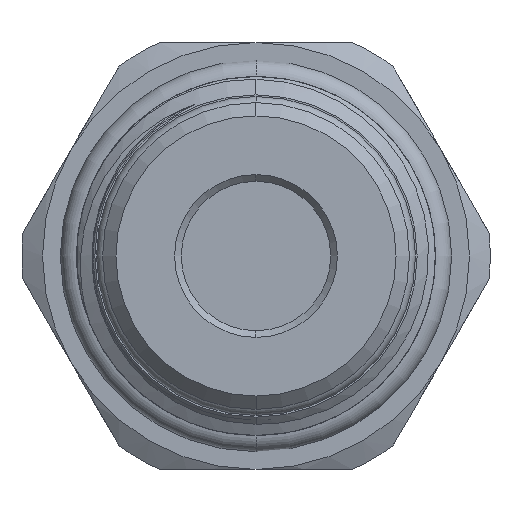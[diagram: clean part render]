
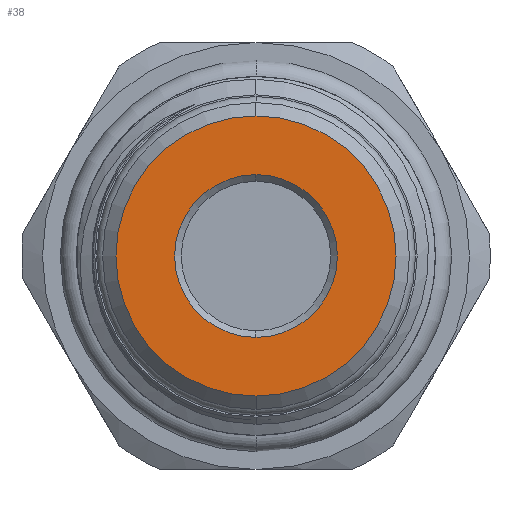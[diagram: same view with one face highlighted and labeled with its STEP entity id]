
A CAD part, left-side view. The second image highlights one B-rep face of the part: STEP entity #38.
In plain terms, the highlighted planar face has unit normal (-1, 0, 0).
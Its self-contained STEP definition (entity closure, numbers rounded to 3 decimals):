
#38 = ADVANCED_FACE ( 'NONE', ( #12025, #11847 ), #12116, .F. ) ;
#525 = EDGE_CURVE ( 'NONE', #6854, #1285, #9144, .T. ) ;
#880 = CARTESIAN_POINT ( 'NONE',  ( -46.35, 0., 0. ) ) ;
#1285 = VERTEX_POINT ( 'NONE', #4044 ) ;
#1317 = CIRCLE ( 'NONE', #11405, 6.1 ) ;
#1373 = AXIS2_PLACEMENT_3D ( 'NONE', #13361, #8137, #13548 ) ;
#1729 = EDGE_CURVE ( 'NONE', #1285, #6854, #1317, .T. ) ;
#2118 = ORIENTED_EDGE ( 'NONE', *, *, #525, .T. ) ;
#3000 = DIRECTION ( 'NONE',  ( 1., 0., 0. ) ) ;
#3093 = AXIS2_PLACEMENT_3D ( 'NONE', #9946, #13204, #4605 ) ;
#4044 = CARTESIAN_POINT ( 'NONE',  ( -46.35, 0., 6.1 ) ) ;
#4227 = ORIENTED_EDGE ( 'NONE', *, *, #11750, .T. ) ;
#4427 = DIRECTION ( 'NONE',  ( 0., 0., 1. ) ) ;
#4605 = DIRECTION ( 'NONE',  ( 0., 0., 1. ) ) ;
#5743 = EDGE_LOOP ( 'NONE', ( #4227, #8578 ) ) ;
#6306 = DIRECTION ( 'NONE',  ( 0., 0., 1. ) ) ;
#6479 = DIRECTION ( 'NONE',  ( -1., 0., 0. ) ) ;
#6645 = DIRECTION ( 'NONE',  ( 1., 0., 0. ) ) ;
#6854 = VERTEX_POINT ( 'NONE', #7892 ) ;
#7176 = VERTEX_POINT ( 'NONE', #13035 ) ;
#7326 = AXIS2_PLACEMENT_3D ( 'NONE', #11774, #6479, #6306 ) ;
#7803 = CARTESIAN_POINT ( 'NONE',  ( -46.35, 0., -10.5 ) ) ;
#7892 = CARTESIAN_POINT ( 'NONE',  ( -46.35, 0., -6.1 ) ) ;
#8137 = DIRECTION ( 'NONE',  ( 1., 0., 0. ) ) ;
#8340 = VERTEX_POINT ( 'NONE', #7803 ) ;
#8578 = ORIENTED_EDGE ( 'NONE', *, *, #12687, .T. ) ;
#8689 = EDGE_LOOP ( 'NONE', ( #2118, #10220 ) ) ;
#9144 = CIRCLE ( 'NONE', #1373, 6.1 ) ;
#9946 = CARTESIAN_POINT ( 'NONE',  ( -46.35, 0., 0. ) ) ;
#10220 = ORIENTED_EDGE ( 'NONE', *, *, #1729, .T. ) ;
#10277 = CIRCLE ( 'NONE', #3093, 10.5 ) ;
#10545 = DIRECTION ( 'NONE',  ( 0., 0., 1. ) ) ;
#11405 = AXIS2_PLACEMENT_3D ( 'NONE', #880, #3000, #10545 ) ;
#11750 = EDGE_CURVE ( 'NONE', #7176, #8340, #10277, .T. ) ;
#11774 = CARTESIAN_POINT ( 'NONE',  ( -46.35, 0., 0. ) ) ;
#11847 = FACE_BOUND ( 'NONE', #8689, .T. ) ;
#11984 = CARTESIAN_POINT ( 'NONE',  ( -46.35, 0., 0. ) ) ;
#12025 = FACE_OUTER_BOUND ( 'NONE', #5743, .T. ) ;
#12116 = PLANE ( 'NONE',  #12580 ) ;
#12580 = AXIS2_PLACEMENT_3D ( 'NONE', #11984, #6645, #4427 ) ;
#12687 = EDGE_CURVE ( 'NONE', #8340, #7176, #13472, .T. ) ;
#13035 = CARTESIAN_POINT ( 'NONE',  ( -46.35, 0., 10.5 ) ) ;
#13204 = DIRECTION ( 'NONE',  ( -1., 0., 0. ) ) ;
#13361 = CARTESIAN_POINT ( 'NONE',  ( -46.35, 0., 0. ) ) ;
#13472 = CIRCLE ( 'NONE', #7326, 10.5 ) ;
#13548 = DIRECTION ( 'NONE',  ( 0., 0., 1. ) ) ;
